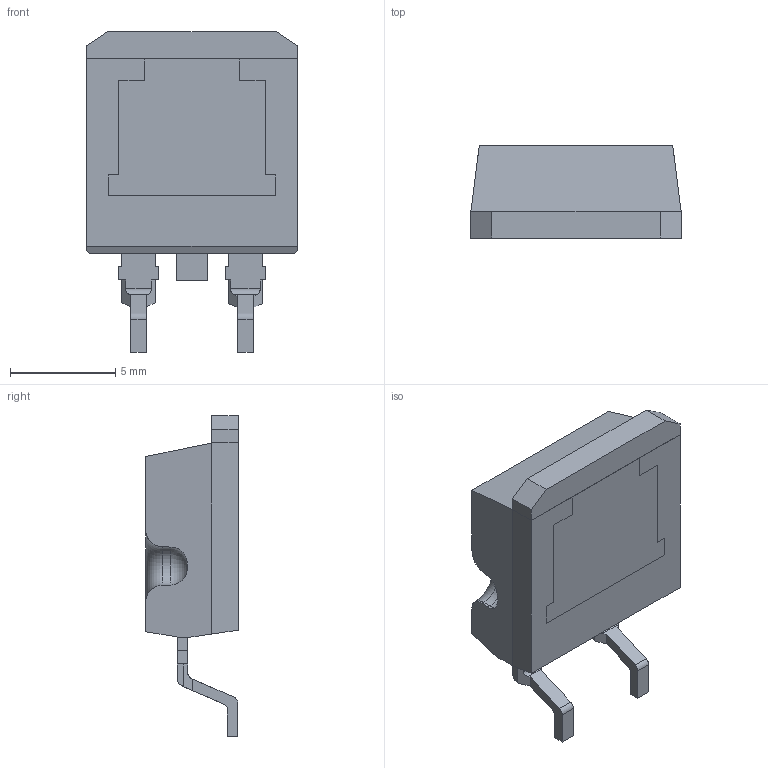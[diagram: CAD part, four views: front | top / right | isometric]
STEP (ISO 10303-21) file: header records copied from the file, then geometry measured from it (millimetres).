
FILE_DESCRIPTION (( 'STEP AP214' ), '1' );
FILE_NAME ('L4940D2T5-TR.STEP', '2022-09-16T12:07:43', ( '' ), ( '' ), 'SwSTEP 2.0', 'SolidWorks 2018', '' );
FILE_SCHEMA (( 'AUTOMOTIVE_DESIGN' ));
Length unit declared in the file: millimetre
Products named in the file (1): L4940D2T5-TR
Bounding box: 10 x 4.4 x 15.25 mm (x, y, z)
Volume: 395.8 mm3; surface area: 436.6 mm2
Topology: 5 solids, 5 shells, 101 faces, 266 edges, 176 vertices
Faces by surface type: plane 75, cylinder 16, torus 10
Entity records: 3859 total; most frequent: CARTESIAN_POINT 630, ORIENTED_EDGE 532, DIRECTION 498, EDGE_CURVE 266, VECTOR 210, LINE 210, VERTEX_POINT 176, AXIS2_PLACEMENT_3D 144
